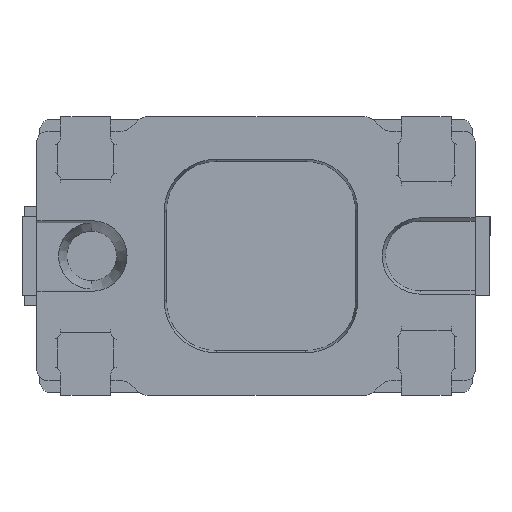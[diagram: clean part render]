
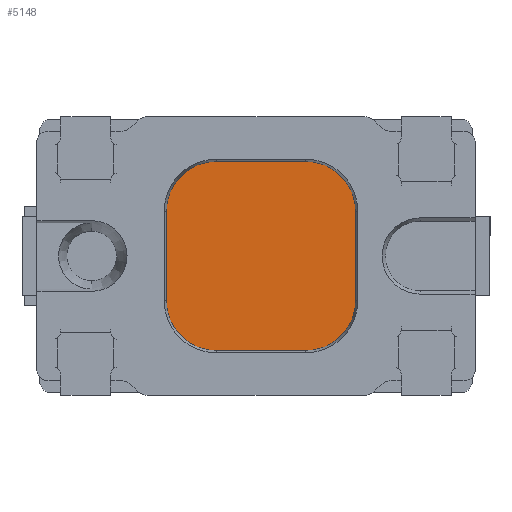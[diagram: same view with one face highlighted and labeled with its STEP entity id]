
A CAD part, front view. The second image highlights one B-rep face of the part: STEP entity #5148.
In plain terms, the highlighted planar face has unit normal (0, -1, 0).
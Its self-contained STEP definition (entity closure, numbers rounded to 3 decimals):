
#179 = VECTOR ( 'NONE', #2736, 1000. ) ;
#251 = VERTEX_POINT ( 'NONE', #6271 ) ;
#529 = CARTESIAN_POINT ( 'NONE',  ( 1.04, 0.05, -1.115 ) ) ;
#560 = EDGE_CURVE ( 'NONE', #12730, #7510, #11545, .T. ) ;
#585 = LINE ( 'NONE', #12632, #4113 ) ;
#651 = EDGE_CURVE ( 'NONE', #9116, #12711, #3184, .T. ) ;
#744 = EDGE_CURVE ( 'NONE', #6010, #251, #10883, .T. ) ;
#1249 = LINE ( 'NONE', #1340, #15364 ) ;
#1296 = EDGE_CURVE ( 'NONE', #7110, #7510, #5099, .T. ) ;
#1340 = CARTESIAN_POINT ( 'NONE',  ( -0.94, 0.05, 0.94 ) ) ;
#1494 = ORIENTED_EDGE ( 'NONE', *, *, #7702, .T. ) ;
#1663 = VECTOR ( 'NONE', #11553, 1000. ) ;
#1727 = DIRECTION ( 'NONE',  ( 0., 0., -1. ) ) ;
#1779 = ORIENTED_EDGE ( 'NONE', *, *, #13847, .F. ) ;
#1850 = DIRECTION ( 'NONE',  ( 0., 0., 1. ) ) ;
#1961 = CARTESIAN_POINT ( 'NONE',  ( 1.04, 0.05, -0.7 ) ) ;
#2003 = VECTOR ( 'NONE', #6385, 1000. ) ;
#2044 = EDGE_CURVE ( 'NONE', #12155, #12730, #5478, .T. ) ;
#2047 = VERTEX_POINT ( 'NONE', #1961 ) ;
#2137 = CARTESIAN_POINT ( 'NONE',  ( 1.129, 0.05, -0.94 ) ) ;
#2424 = EDGE_CURVE ( 'NONE', #11944, #5205, #1249, .T. ) ;
#2716 = CARTESIAN_POINT ( 'NONE',  ( -0.79, 0.05, 1.115 ) ) ;
#2736 = DIRECTION ( 'NONE',  ( 1., 0., 0. ) ) ;
#3121 = ORIENTED_EDGE ( 'NONE', *, *, #14474, .T. ) ;
#3184 = LINE ( 'NONE', #6647, #2003 ) ;
#3202 = DIRECTION ( 'NONE',  ( 1., 0., 0. ) ) ;
#3388 = DIRECTION ( 'NONE',  ( -1., 0., 0. ) ) ;
#3423 = EDGE_LOOP ( 'NONE', ( #12174, #15597, #3962, #3859, #13160, #1494, #1779, #8572, #8391, #14144, #10234, #3679, #4430, #3121 ) ) ;
#3439 = VECTOR ( 'NONE', #3388, 1000. ) ;
#3467 = VECTOR ( 'NONE', #8229, 1000. ) ;
#3679 = ORIENTED_EDGE ( 'NONE', *, *, #2044, .F. ) ;
#3859 = ORIENTED_EDGE ( 'NONE', *, *, #10104, .F. ) ;
#3962 = ORIENTED_EDGE ( 'NONE', *, *, #744, .F. ) ;
#4113 = VECTOR ( 'NONE', #13225, 1000. ) ;
#4198 = DIRECTION ( 'NONE',  ( 0., 1., 0. ) ) ;
#4395 = AXIS2_PLACEMENT_3D ( 'NONE', #12336, #7420, #8712 ) ;
#4430 = ORIENTED_EDGE ( 'NONE', *, *, #11165, .F. ) ;
#4845 = CARTESIAN_POINT ( 'NONE',  ( -0.79, 0.05, 1.115 ) ) ;
#4873 = CARTESIAN_POINT ( 'NONE',  ( -0.79, 0.05, -1.04 ) ) ;
#5005 = CARTESIAN_POINT ( 'NONE',  ( 1.04, 0.05, 0.6 ) ) ;
#5033 = EDGE_CURVE ( 'NONE', #6174, #251, #15952, .T. ) ;
#5099 = CIRCLE ( 'NONE', #6731, 0.1 ) ;
#5105 = CARTESIAN_POINT ( 'NONE',  ( -0.79, 0.05, -1.115 ) ) ;
#5148 = ADVANCED_FACE ( 'NONE', ( #8779 ), #12848, .T. ) ;
#5172 = LINE ( 'NONE', #13227, #5552 ) ;
#5205 = VERTEX_POINT ( 'NONE', #8494 ) ;
#5478 = LINE ( 'NONE', #5541, #3439 ) ;
#5541 = CARTESIAN_POINT ( 'NONE',  ( -0.79, 0.05, -1.115 ) ) ;
#5552 = VECTOR ( 'NONE', #13547, 1000. ) ;
#5692 = CARTESIAN_POINT ( 'NONE',  ( -0.89, 0.05, 0.94 ) ) ;
#5917 = DIRECTION ( 'NONE',  ( 0., 0., 1. ) ) ;
#5945 = VECTOR ( 'NONE', #5917, 1000. ) ;
#6010 = VERTEX_POINT ( 'NONE', #9698 ) ;
#6027 = CARTESIAN_POINT ( 'NONE',  ( -0.79, 0.05, -1.115 ) ) ;
#6128 = DIRECTION ( 'NONE',  ( 0., 1., 0. ) ) ;
#6174 = VERTEX_POINT ( 'NONE', #13147 ) ;
#6271 = CARTESIAN_POINT ( 'NONE',  ( 1.04, 0.05, 0.7 ) ) ;
#6350 = DIRECTION ( 'NONE',  ( 0., 1., 0. ) ) ;
#6385 = DIRECTION ( 'NONE',  ( 0., 0., 1. ) ) ;
#6531 = CARTESIAN_POINT ( 'NONE',  ( -0.89, 0.05, -1.04 ) ) ;
#6647 = CARTESIAN_POINT ( 'NONE',  ( -0.79, 0.05, 1.115 ) ) ;
#6731 = AXIS2_PLACEMENT_3D ( 'NONE', #6531, #4198, #1727 ) ;
#7007 = CARTESIAN_POINT ( 'NONE',  ( -0.79, 0.05, 1.04 ) ) ;
#7110 = VERTEX_POINT ( 'NONE', #12603 ) ;
#7420 = DIRECTION ( 'NONE',  ( 0., -1., 0. ) ) ;
#7510 = VERTEX_POINT ( 'NONE', #4873 ) ;
#7592 = EDGE_CURVE ( 'NONE', #6174, #7684, #13047, .T. ) ;
#7665 = AXIS2_PLACEMENT_3D ( 'NONE', #13803, #9285, #10946 ) ;
#7684 = VERTEX_POINT ( 'NONE', #15286 ) ;
#7702 = EDGE_CURVE ( 'NONE', #9116, #10629, #8478, .T. ) ;
#8191 = CARTESIAN_POINT ( 'NONE',  ( 1.14, 0.05, 0.7 ) ) ;
#8229 = DIRECTION ( 'NONE',  ( 0., 0., -1. ) ) ;
#8391 = ORIENTED_EDGE ( 'NONE', *, *, #9170, .F. ) ;
#8478 = CIRCLE ( 'NONE', #7665, 0.1 ) ;
#8494 = CARTESIAN_POINT ( 'NONE',  ( -0.94, 0.05, 0.94 ) ) ;
#8572 = ORIENTED_EDGE ( 'NONE', *, *, #2424, .F. ) ;
#8669 = VECTOR ( 'NONE', #3202, 1000. ) ;
#8712 = DIRECTION ( 'NONE',  ( 0., 0., -1. ) ) ;
#8779 = FACE_OUTER_BOUND ( 'NONE', #3423, .T. ) ;
#9089 = DIRECTION ( 'NONE',  ( 0., 0., -1. ) ) ;
#9116 = VERTEX_POINT ( 'NONE', #7007 ) ;
#9170 = EDGE_CURVE ( 'NONE', #7110, #11944, #585, .T. ) ;
#9285 = DIRECTION ( 'NONE',  ( 0., 1., 0. ) ) ;
#9698 = CARTESIAN_POINT ( 'NONE',  ( 1.04, 0.05, 1.115 ) ) ;
#9812 = CARTESIAN_POINT ( 'NONE',  ( 1.14, 0.05, -0.7 ) ) ;
#10104 = EDGE_CURVE ( 'NONE', #12711, #6010, #10523, .T. ) ;
#10234 = ORIENTED_EDGE ( 'NONE', *, *, #560, .F. ) ;
#10523 = LINE ( 'NONE', #2716, #179 ) ;
#10603 = CARTESIAN_POINT ( 'NONE',  ( -0.79, 0.05, 0.94 ) ) ;
#10609 = LINE ( 'NONE', #10603, #8669 ) ;
#10629 = VERTEX_POINT ( 'NONE', #5692 ) ;
#10842 = CARTESIAN_POINT ( 'NONE',  ( -0.94, 0.05, -0.94 ) ) ;
#10883 = LINE ( 'NONE', #5005, #1663 ) ;
#10946 = DIRECTION ( 'NONE',  ( 0., 0., -1. ) ) ;
#11165 = EDGE_CURVE ( 'NONE', #2047, #12155, #5172, .T. ) ;
#11545 = LINE ( 'NONE', #6027, #5945 ) ;
#11553 = DIRECTION ( 'NONE',  ( 0., 0., -1. ) ) ;
#11773 = AXIS2_PLACEMENT_3D ( 'NONE', #8191, #6350, #9089 ) ;
#11944 = VERTEX_POINT ( 'NONE', #10842 ) ;
#12155 = VERTEX_POINT ( 'NONE', #529 ) ;
#12174 = ORIENTED_EDGE ( 'NONE', *, *, #7592, .F. ) ;
#12336 = CARTESIAN_POINT ( 'NONE',  ( -0.9, 0.05, -0.94 ) ) ;
#12603 = CARTESIAN_POINT ( 'NONE',  ( -0.89, 0.05, -0.94 ) ) ;
#12632 = CARTESIAN_POINT ( 'NONE',  ( -0.79, 0.05, -0.94 ) ) ;
#12711 = VERTEX_POINT ( 'NONE', #4845 ) ;
#12730 = VERTEX_POINT ( 'NONE', #5105 ) ;
#12848 = PLANE ( 'NONE',  #4395 ) ;
#13047 = LINE ( 'NONE', #2137, #3467 ) ;
#13147 = CARTESIAN_POINT ( 'NONE',  ( 1.129, 0.05, 0.601 ) ) ;
#13160 = ORIENTED_EDGE ( 'NONE', *, *, #651, .F. ) ;
#13225 = DIRECTION ( 'NONE',  ( -1., 0., 0. ) ) ;
#13227 = CARTESIAN_POINT ( 'NONE',  ( 1.04, 0.05, -1.115 ) ) ;
#13544 = CIRCLE ( 'NONE', #13935, 0.1 ) ;
#13547 = DIRECTION ( 'NONE',  ( 0., 0., -1. ) ) ;
#13803 = CARTESIAN_POINT ( 'NONE',  ( -0.89, 0.05, 1.04 ) ) ;
#13847 = EDGE_CURVE ( 'NONE', #5205, #10629, #10609, .T. ) ;
#13935 = AXIS2_PLACEMENT_3D ( 'NONE', #9812, #6128, #15405 ) ;
#14144 = ORIENTED_EDGE ( 'NONE', *, *, #1296, .T. ) ;
#14474 = EDGE_CURVE ( 'NONE', #2047, #7684, #13544, .T. ) ;
#15286 = CARTESIAN_POINT ( 'NONE',  ( 1.129, 0.05, -0.601 ) ) ;
#15364 = VECTOR ( 'NONE', #1850, 1000. ) ;
#15405 = DIRECTION ( 'NONE',  ( 0., 0., -1. ) ) ;
#15597 = ORIENTED_EDGE ( 'NONE', *, *, #5033, .T. ) ;
#15952 = CIRCLE ( 'NONE', #11773, 0.1 ) ;
